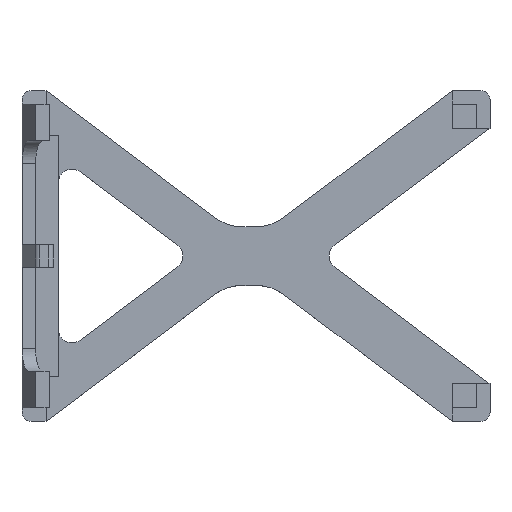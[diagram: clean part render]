
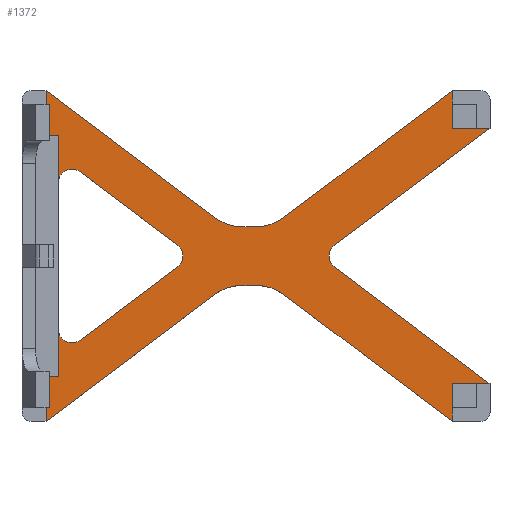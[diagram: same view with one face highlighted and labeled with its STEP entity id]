
A CAD part, top view. The second image highlights one B-rep face of the part: STEP entity #1372.
In plain terms, the highlighted planar face has unit normal (0, 0, 1).
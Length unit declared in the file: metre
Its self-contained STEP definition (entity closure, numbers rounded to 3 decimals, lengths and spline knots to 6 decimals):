
#41=CIRCLE('',#1462,0.003);
#42=CIRCLE('',#1463,0.003);
#43=CIRCLE('',#1464,0.003);
#44=CIRCLE('',#1465,0.01);
#45=CIRCLE('',#1466,0.01);
#46=CIRCLE('',#1467,0.003);
#47=CIRCLE('',#1468,0.01);
#48=CIRCLE('',#1469,0.01);
#107=ORIENTED_EDGE('',*,*,#513,.F.);
#108=ORIENTED_EDGE('',*,*,#514,.T.);
#109=ORIENTED_EDGE('',*,*,#515,.T.);
#110=ORIENTED_EDGE('',*,*,#516,.T.);
#111=ORIENTED_EDGE('',*,*,#517,.T.);
#112=ORIENTED_EDGE('',*,*,#518,.T.);
#113=ORIENTED_EDGE('',*,*,#519,.T.);
#114=ORIENTED_EDGE('',*,*,#520,.F.);
#115=ORIENTED_EDGE('',*,*,#521,.T.);
#116=ORIENTED_EDGE('',*,*,#522,.T.);
#117=ORIENTED_EDGE('',*,*,#523,.F.);
#118=ORIENTED_EDGE('',*,*,#524,.F.);
#119=ORIENTED_EDGE('',*,*,#525,.T.);
#120=ORIENTED_EDGE('',*,*,#526,.T.);
#121=ORIENTED_EDGE('',*,*,#527,.T.);
#122=ORIENTED_EDGE('',*,*,#528,.T.);
#123=ORIENTED_EDGE('',*,*,#529,.F.);
#124=ORIENTED_EDGE('',*,*,#530,.T.);
#125=ORIENTED_EDGE('',*,*,#531,.F.);
#126=ORIENTED_EDGE('',*,*,#532,.T.);
#127=ORIENTED_EDGE('',*,*,#533,.T.);
#128=ORIENTED_EDGE('',*,*,#534,.F.);
#129=ORIENTED_EDGE('',*,*,#535,.T.);
#130=ORIENTED_EDGE('',*,*,#536,.F.);
#131=ORIENTED_EDGE('',*,*,#537,.T.);
#132=ORIENTED_EDGE('',*,*,#538,.T.);
#133=ORIENTED_EDGE('',*,*,#539,.F.);
#134=ORIENTED_EDGE('',*,*,#540,.T.);
#513=EDGE_CURVE('',#714,#715,#846,.T.);
#514=EDGE_CURVE('',#714,#716,#847,.T.);
#515=EDGE_CURVE('',#716,#717,#848,.T.);
#516=EDGE_CURVE('',#717,#718,#849,.T.);
#517=EDGE_CURVE('',#718,#719,#41,.T.);
#518=EDGE_CURVE('',#719,#720,#850,.T.);
#519=EDGE_CURVE('',#720,#721,#42,.T.);
#520=EDGE_CURVE('',#722,#721,#851,.T.);
#521=EDGE_CURVE('',#722,#723,#43,.T.);
#522=EDGE_CURVE('',#723,#724,#852,.T.);
#523=EDGE_CURVE('',#725,#724,#853,.T.);
#524=EDGE_CURVE('',#726,#725,#854,.T.);
#525=EDGE_CURVE('',#726,#727,#855,.T.);
#526=EDGE_CURVE('',#727,#728,#44,.T.);
#527=EDGE_CURVE('',#728,#729,#856,.T.);
#528=EDGE_CURVE('',#729,#730,#45,.T.);
#529=EDGE_CURVE('',#713,#730,#857,.T.);
#530=EDGE_CURVE('',#713,#731,#858,.T.);
#531=EDGE_CURVE('',#732,#731,#859,.T.);
#532=EDGE_CURVE('',#732,#733,#860,.T.);
#533=EDGE_CURVE('',#733,#734,#46,.T.);
#534=EDGE_CURVE('',#708,#734,#861,.T.);
#535=EDGE_CURVE('',#708,#735,#862,.T.);
#536=EDGE_CURVE('',#700,#735,#863,.T.);
#537=EDGE_CURVE('',#700,#736,#864,.T.);
#538=EDGE_CURVE('',#736,#737,#47,.T.);
#539=EDGE_CURVE('',#738,#737,#865,.T.);
#540=EDGE_CURVE('',#738,#715,#48,.T.);
#700=VERTEX_POINT('',#1997);
#708=VERTEX_POINT('',#2014);
#713=VERTEX_POINT('',#2025);
#714=VERTEX_POINT('',#2029);
#715=VERTEX_POINT('',#2030);
#716=VERTEX_POINT('',#2032);
#717=VERTEX_POINT('',#2034);
#718=VERTEX_POINT('',#2036);
#719=VERTEX_POINT('',#2038);
#720=VERTEX_POINT('',#2040);
#721=VERTEX_POINT('',#2042);
#722=VERTEX_POINT('',#2044);
#723=VERTEX_POINT('',#2046);
#724=VERTEX_POINT('',#2048);
#725=VERTEX_POINT('',#2050);
#726=VERTEX_POINT('',#2052);
#727=VERTEX_POINT('',#2054);
#728=VERTEX_POINT('',#2056);
#729=VERTEX_POINT('',#2058);
#730=VERTEX_POINT('',#2060);
#731=VERTEX_POINT('',#2063);
#732=VERTEX_POINT('',#2065);
#733=VERTEX_POINT('',#2067);
#734=VERTEX_POINT('',#2069);
#735=VERTEX_POINT('',#2072);
#736=VERTEX_POINT('',#2075);
#737=VERTEX_POINT('',#2077);
#738=VERTEX_POINT('',#2079);
#846=LINE('',#2028,#1018);
#847=LINE('',#2031,#1019);
#848=LINE('',#2033,#1020);
#849=LINE('',#2035,#1021);
#850=LINE('',#2039,#1022);
#851=LINE('',#2043,#1023);
#852=LINE('',#2047,#1024);
#853=LINE('',#2049,#1025);
#854=LINE('',#2051,#1026);
#855=LINE('',#2053,#1027);
#856=LINE('',#2057,#1028);
#857=LINE('',#2061,#1029);
#858=LINE('',#2062,#1030);
#859=LINE('',#2064,#1031);
#860=LINE('',#2066,#1032);
#861=LINE('',#2070,#1033);
#862=LINE('',#2071,#1034);
#863=LINE('',#2073,#1035);
#864=LINE('',#2074,#1036);
#865=LINE('',#2078,#1037);
#1018=VECTOR('',#1616,1.);
#1019=VECTOR('',#1617,1.);
#1020=VECTOR('',#1618,1.);
#1021=VECTOR('',#1619,1.);
#1022=VECTOR('',#1622,1.);
#1023=VECTOR('',#1625,1.);
#1024=VECTOR('',#1628,1.);
#1025=VECTOR('',#1629,1.);
#1026=VECTOR('',#1630,1.);
#1027=VECTOR('',#1631,1.);
#1028=VECTOR('',#1634,1.);
#1029=VECTOR('',#1637,1.);
#1030=VECTOR('',#1638,1.);
#1031=VECTOR('',#1639,1.);
#1032=VECTOR('',#1640,1.);
#1033=VECTOR('',#1643,1.);
#1034=VECTOR('',#1644,1.);
#1035=VECTOR('',#1645,1.);
#1036=VECTOR('',#1646,1.);
#1037=VECTOR('',#1649,1.);
#1161=EDGE_LOOP('',(#107,#108,#109,#110,#111,#112,#113,#114,#115,#116,#117,
#118,#119,#120,#121,#122,#123,#124,#125,#126,#127,#128,#129,#130,#131,#132,
#133,#134));
#1237=FACE_BOUND('',#1161,.T.);
#1313=PLANE('',#1461);
#1372=ADVANCED_FACE('',(#1237),#1313,.F.);
#1461=AXIS2_PLACEMENT_3D('',#2027,#1614,#1615);
#1462=AXIS2_PLACEMENT_3D('',#2037,#1620,#1621);
#1463=AXIS2_PLACEMENT_3D('',#2041,#1623,#1624);
#1464=AXIS2_PLACEMENT_3D('',#2045,#1626,#1627);
#1465=AXIS2_PLACEMENT_3D('',#2055,#1632,#1633);
#1466=AXIS2_PLACEMENT_3D('',#2059,#1635,#1636);
#1467=AXIS2_PLACEMENT_3D('',#2068,#1641,#1642);
#1468=AXIS2_PLACEMENT_3D('',#2076,#1647,#1648);
#1469=AXIS2_PLACEMENT_3D('',#2080,#1650,#1651);
#1614=DIRECTION('',(0.,0.,-1.));
#1615=DIRECTION('',(-1.,0.,0.));
#1616=DIRECTION('',(0.799,-0.601,0.));
#1617=DIRECTION('',(0.,-1.,0.));
#1618=DIRECTION('',(1.,0.,0.));
#1619=DIRECTION('',(0.,-1.,0.));
#1620=DIRECTION('',(0.,0.,-1.));
#1621=DIRECTION('',(-1.,0.,0.));
#1622=DIRECTION('',(0.799,-0.601,0.));
#1623=DIRECTION('',(0.,0.,-1.));
#1624=DIRECTION('',(-1.,0.,0.));
#1625=DIRECTION('',(0.799,0.601,0.));
#1626=DIRECTION('',(0.,0.,-1.));
#1627=DIRECTION('',(-1.,0.,0.));
#1628=DIRECTION('',(0.,-1.,0.));
#1629=DIRECTION('',(1.,0.,0.));
#1630=DIRECTION('',(0.,1.,0.));
#1631=DIRECTION('',(0.799,0.601,0.));
#1632=DIRECTION('',(0.,0.,-1.));
#1633=DIRECTION('',(-1.,0.,0.));
#1634=DIRECTION('',(1.,0.,0.));
#1635=DIRECTION('',(0.,0.,-1.));
#1636=DIRECTION('',(-1.,0.,0.));
#1637=DIRECTION('',(-0.799,0.601,0.));
#1638=DIRECTION('',(0.,1.,0.));
#1639=DIRECTION('',(-1.,0.,0.));
#1640=DIRECTION('',(-0.799,0.601,0.));
#1641=DIRECTION('',(0.,0.,-1.));
#1642=DIRECTION('',(-1.,0.,0.));
#1643=DIRECTION('',(-0.799,-0.601,0.));
#1644=DIRECTION('',(-1.,0.,0.));
#1645=DIRECTION('',(0.,-1.,0.));
#1646=DIRECTION('',(-0.799,-0.601,0.));
#1647=DIRECTION('',(0.,0.,-1.));
#1648=DIRECTION('',(-1.,0.,0.));
#1649=DIRECTION('',(1.,0.,0.));
#1650=DIRECTION('',(0.,0.,-1.));
#1651=DIRECTION('',(-1.,0.,0.));
#1997=CARTESIAN_POINT('',(0.0917,0.0033,0.0016));
#2014=CARTESIAN_POINT('',(0.1,-0.005,0.0016));
#2025=CARTESIAN_POINT('',(0.0917,-0.0697,0.0016));
#2027=CARTESIAN_POINT('',(0.04835,-0.0332,0.0016));
#2028=CARTESIAN_POINT('',(0.021941,-0.0117,0.0016));
#2029=CARTESIAN_POINT('',(0.002,0.0033,0.0016));
#2030=CARTESIAN_POINT('',(0.039212,-0.024691,0.0016));
#2031=CARTESIAN_POINT('',(0.002,-0.0032,0.0016));
#2032=CARTESIAN_POINT('',(0.002,-0.0067,0.0016));
#2033=CARTESIAN_POINT('',(0.00335,-0.0067,0.0016));
#2034=CARTESIAN_POINT('',(0.0047,-0.0067,0.0016));
#2035=CARTESIAN_POINT('',(0.0047,-0.0332,0.0016));
#2036=CARTESIAN_POINT('',(0.0047,-0.017028,0.0016));
#2037=CARTESIAN_POINT('',(0.0077,-0.017028,0.0016));
#2038=CARTESIAN_POINT('',(0.009503,-0.014631,0.0016));
#2039=CARTESIAN_POINT('',(0.015444,-0.0191,0.0016));
#2040=CARTESIAN_POINT('',(0.031002,-0.030803,0.0016));
#2041=CARTESIAN_POINT('',(0.029198,-0.0332,0.0016));
#2042=CARTESIAN_POINT('',(0.031002,-0.035597,0.0016));
#2043=CARTESIAN_POINT('',(0.015444,-0.0473,0.0016));
#2044=CARTESIAN_POINT('',(0.009503,-0.051769,0.0016));
#2045=CARTESIAN_POINT('',(0.0077,-0.049372,0.0016));
#2046=CARTESIAN_POINT('',(0.0047,-0.049372,0.0016));
#2047=CARTESIAN_POINT('',(0.0047,-0.0332,0.0016));
#2048=CARTESIAN_POINT('',(0.0047,-0.0597,0.0016));
#2049=CARTESIAN_POINT('',(0.00335,-0.0597,0.0016));
#2050=CARTESIAN_POINT('',(0.002,-0.0597,0.0016));
#2051=CARTESIAN_POINT('',(0.002,-0.0632,0.0016));
#2052=CARTESIAN_POINT('',(0.002,-0.0697,0.0016));
#2053=CARTESIAN_POINT('',(0.021941,-0.0547,0.0016));
#2054=CARTESIAN_POINT('',(0.039212,-0.041709,0.0016));
#2055=CARTESIAN_POINT('',(0.045223,-0.0497,0.0016));
#2056=CARTESIAN_POINT('',(0.045223,-0.0397,0.0016));
#2057=CARTESIAN_POINT('',(0.04685,-0.0397,0.0016));
#2058=CARTESIAN_POINT('',(0.048477,-0.0397,0.0016));
#2059=CARTESIAN_POINT('',(0.048477,-0.0497,0.0016));
#2060=CARTESIAN_POINT('',(0.054488,-0.041709,0.0016));
#2061=CARTESIAN_POINT('',(0.071759,-0.0547,0.0016));
#2062=CARTESIAN_POINT('',(0.0917,-0.06405,0.0016));
#2063=CARTESIAN_POINT('',(0.0917,-0.0614,0.0016));
#2064=CARTESIAN_POINT('',(0.09435,-0.0614,0.0016));
#2065=CARTESIAN_POINT('',(0.1,-0.0614,0.0016));
#2066=CARTESIAN_POINT('',(0.081256,-0.0473,0.0016));
#2067=CARTESIAN_POINT('',(0.065698,-0.035597,0.0016));
#2068=CARTESIAN_POINT('',(0.067502,-0.0332,0.0016));
#2069=CARTESIAN_POINT('',(0.065698,-0.030803,0.0016));
#2070=CARTESIAN_POINT('',(0.081256,-0.0191,0.0016));
#2071=CARTESIAN_POINT('',(0.0985,-0.005,0.0016));
#2072=CARTESIAN_POINT('',(0.0917,-0.005,0.0016));
#2073=CARTESIAN_POINT('',(0.0917,0.0018,0.0016));
#2074=CARTESIAN_POINT('',(0.071759,-0.0117,0.0016));
#2075=CARTESIAN_POINT('',(0.054488,-0.024691,0.0016));
#2076=CARTESIAN_POINT('',(0.048477,-0.0167,0.0016));
#2077=CARTESIAN_POINT('',(0.048477,-0.0267,0.0016));
#2078=CARTESIAN_POINT('',(0.04685,-0.0267,0.0016));
#2079=CARTESIAN_POINT('',(0.045223,-0.0267,0.0016));
#2080=CARTESIAN_POINT('',(0.045223,-0.0167,0.0016));
